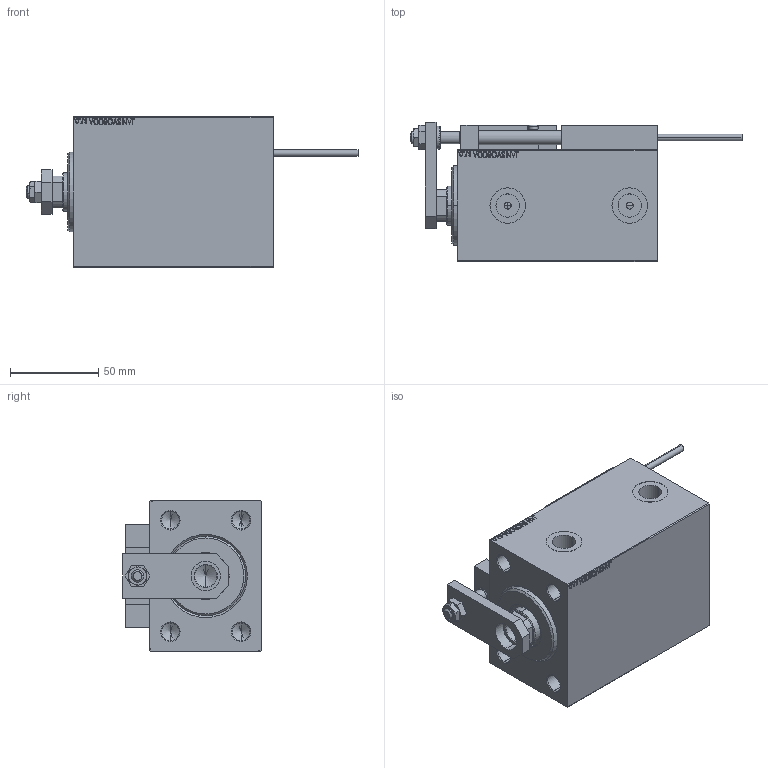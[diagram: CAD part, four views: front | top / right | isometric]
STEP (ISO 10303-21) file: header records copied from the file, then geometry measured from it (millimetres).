
FILE_DESCRIPTION (( 'STEP AP203' ), '1' );
FILE_NAME ('c641.STEP', '2022-04-17T09:20:59', ( '' ), ( '' ), 'SwSTEP 2.0', 'SolidWorks 2019', '' );
FILE_SCHEMA (( 'CONFIG_CONTROL_DESIGN' ));
Length unit declared in the file: millimetre
Products named in the file (16): NUT_D12 8ccbbc223d7a4aa525acc06c1e0c1f63; TYC_L79 8ccbbc223d7a4aa525acc06c1e0c1f63; V450CM_VC_B 8ccbbc223d7a4aa525acc06c1e0c1f63; SWITCH_X_FRONT_BACK 8ccbbc223d7a4aa525acc06c1e0c1f63; NUT_D10 8ccbbc223d7a4aa525acc06c1e0c1f63; V450CM_B_Body 8ccbbc223d7a4aa525acc06c1e0c1f63; SWITCH DIM B,W 8ccbbc223d7a4aa525acc06c1e0c1f63; KONCOVKA 8ccbbc223d7a4aa525acc06c1e0c1f63; MAGNET 8ccbbc223d7a4aa525acc06c1e0c1f63; ALLEN BOLT D8 8ccbbc223d7a4aa525acc06c1e0c1f63; ALLEN BOLT D5 8ccbbc223d7a4aa525acc06c1e0c1f63; Block 8ccbbc223d7a4aa525acc06c1e0c1f63; c641; SWITCH X 8ccbbc223d7a4aa525acc06c1e0c1f63; V450CM_B_VCP 8ccbbc223d7a4aa525acc06c1e0c1f63; ZARAZKA 8ccbbc223d7a4aa525acc06c1e0c1f63
Assembly tree (25 placements, depth 3):
  c641
    V450CM_B_Body 8ccbbc223d7a4aa525acc06c1e0c1f63
    V450CM_B_VCP 8ccbbc223d7a4aa525acc06c1e0c1f63
    SWITCH X 8ccbbc223d7a4aa525acc06c1e0c1f63
      SWITCH_X_FRONT_BACK 8ccbbc223d7a4aa525acc06c1e0c1f63  x2
      TYC_L79 8ccbbc223d7a4aa525acc06c1e0c1f63
      Block 8ccbbc223d7a4aa525acc06c1e0c1f63  x2
      ALLEN BOLT D5 8ccbbc223d7a4aa525acc06c1e0c1f63  x4
      ALLEN BOLT D8 8ccbbc223d7a4aa525acc06c1e0c1f63  x4
      MAGNET 8ccbbc223d7a4aa525acc06c1e0c1f63  x2
      KONCOVKA 8ccbbc223d7a4aa525acc06c1e0c1f63  x2
    NUT_D10 8ccbbc223d7a4aa525acc06c1e0c1f63
    NUT_D12 8ccbbc223d7a4aa525acc06c1e0c1f63
    SWITCH DIM B,W 8ccbbc223d7a4aa525acc06c1e0c1f63
    ZARAZKA 8ccbbc223d7a4aa525acc06c1e0c1f63
    V450CM_VC_B 8ccbbc223d7a4aa525acc06c1e0c1f63
Bounding box: 187.7 x 78.5 x 85 mm (x, y, z)
Volume: 595296.5 mm3; surface area: 111238.8 mm2
Topology: 24 solids, 24 shells, 1335 faces, 3198 edges, 2026 vertices
Faces by surface type: plane 566, bspline 380, cylinder 196, cone 145, torus 44, sphere 4
Entity records: 51943 total; most frequent: CARTESIAN_POINT 26453, ORIENTED_EDGE 5384, DIRECTION 3695, EDGE_CURVE 2692, VERTEX_POINT 1750, LINE 1543, VECTOR 1543, EDGE_LOOP 1246
